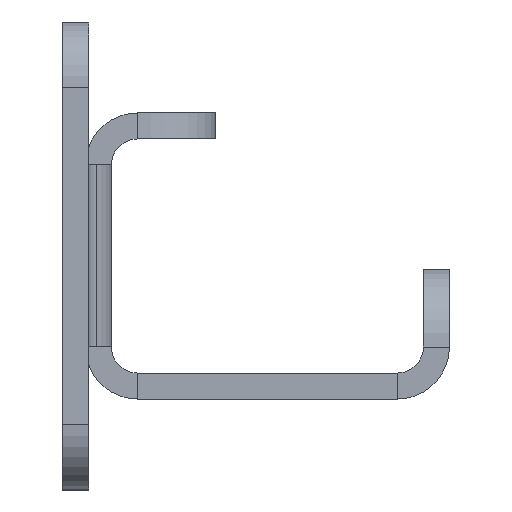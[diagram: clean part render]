
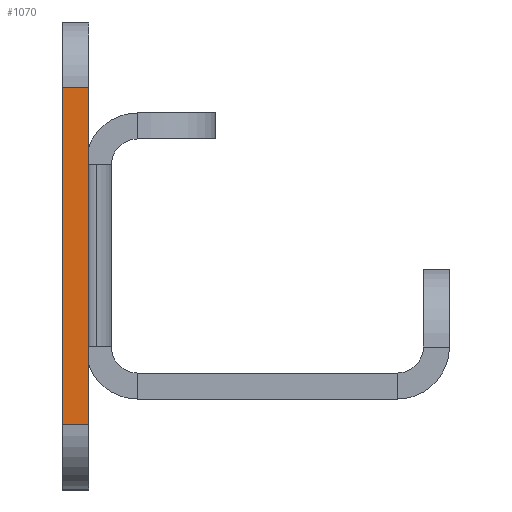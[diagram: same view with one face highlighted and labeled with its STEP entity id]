
A CAD part, left-side view. The second image highlights one B-rep face of the part: STEP entity #1070.
In plain terms, the highlighted planar face has unit normal (-1, 0, 0).
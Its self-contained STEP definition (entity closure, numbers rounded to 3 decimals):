
#506 = EDGE_CURVE ( 'NONE', #5686, #5709, #3525, .T. ) ;
#572 = LINE ( 'NONE', #2320, #1030 ) ;
#585 = DIRECTION ( 'NONE',  ( 0., 0., 1. ) ) ;
#637 = CARTESIAN_POINT ( 'NONE',  ( -478.5, 1.757, 13. ) ) ;
#1030 = VECTOR ( 'NONE', #8072, 1000. ) ;
#1070 = ADVANCED_FACE ( 'NONE', ( #3681 ), #3763, .T. ) ;
#1634 = ORIENTED_EDGE ( 'NONE', *, *, #7508, .T. ) ;
#1924 = ORIENTED_EDGE ( 'NONE', *, *, #5162, .F. ) ;
#2009 = CARTESIAN_POINT ( 'NONE',  ( -478.5, -0.243, 13. ) ) ;
#2120 = EDGE_LOOP ( 'NONE', ( #2755, #6295, #1924, #1634 ) ) ;
#2244 = DIRECTION ( 'NONE',  ( 0., 0., -1. ) ) ;
#2320 = CARTESIAN_POINT ( 'NONE',  ( -478.5, -49.079, -13. ) ) ;
#2385 = VECTOR ( 'NONE', #4267, 1000. ) ;
#2755 = ORIENTED_EDGE ( 'NONE', *, *, #5914, .F. ) ;
#3064 = DIRECTION ( 'NONE',  ( -1., 0., 0. ) ) ;
#3182 = CARTESIAN_POINT ( 'NONE',  ( -478.5, 1.757, -13. ) ) ;
#3247 = VECTOR ( 'NONE', #4205, 1000. ) ;
#3473 = LINE ( 'NONE', #5984, #7702 ) ;
#3525 = LINE ( 'NONE', #4759, #2385 ) ;
#3565 = AXIS2_PLACEMENT_3D ( 'NONE', #3834, #3064, #585 ) ;
#3638 = CARTESIAN_POINT ( 'NONE',  ( -478.5, -0.243, -13. ) ) ;
#3681 = FACE_OUTER_BOUND ( 'NONE', #2120, .T. ) ;
#3763 = PLANE ( 'NONE',  #3565 ) ;
#3834 = CARTESIAN_POINT ( 'NONE',  ( -478.5, -49.079, -18. ) ) ;
#4075 = VERTEX_POINT ( 'NONE', #3182 ) ;
#4205 = DIRECTION ( 'NONE',  ( 0., 0., 1. ) ) ;
#4267 = DIRECTION ( 'NONE',  ( 0., 1., 0. ) ) ;
#4759 = CARTESIAN_POINT ( 'NONE',  ( -478.5, -49.079, 13. ) ) ;
#5162 = EDGE_CURVE ( 'NONE', #4075, #5709, #6679, .T. ) ;
#5686 = VERTEX_POINT ( 'NONE', #2009 ) ;
#5709 = VERTEX_POINT ( 'NONE', #637 ) ;
#5914 = EDGE_CURVE ( 'NONE', #5686, #8152, #3473, .T. ) ;
#5984 = CARTESIAN_POINT ( 'NONE',  ( -478.5, -0.243, -18. ) ) ;
#6295 = ORIENTED_EDGE ( 'NONE', *, *, #506, .T. ) ;
#6679 = LINE ( 'NONE', #7340, #3247 ) ;
#7340 = CARTESIAN_POINT ( 'NONE',  ( -478.5, 1.757, -18. ) ) ;
#7508 = EDGE_CURVE ( 'NONE', #4075, #8152, #572, .T. ) ;
#7702 = VECTOR ( 'NONE', #2244, 1000. ) ;
#8072 = DIRECTION ( 'NONE',  ( 0., -1., 0. ) ) ;
#8152 = VERTEX_POINT ( 'NONE', #3638 ) ;
